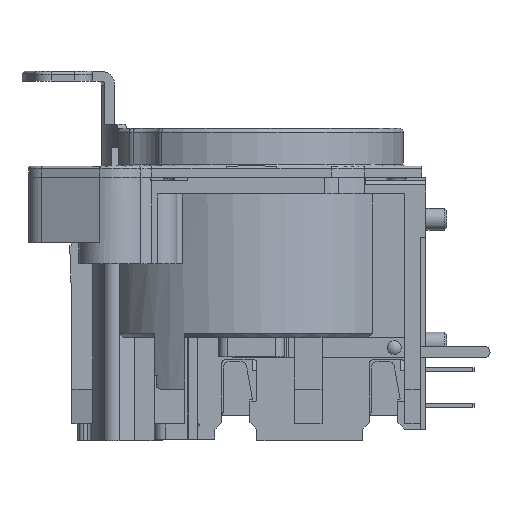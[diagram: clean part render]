
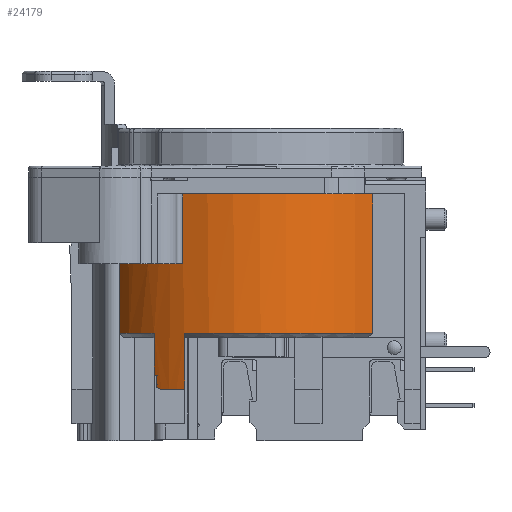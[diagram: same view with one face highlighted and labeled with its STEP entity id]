
A CAD part, left-side view. The second image highlights one B-rep face of the part: STEP entity #24179.
In plain terms, the highlighted cylindrical face has radius 10.9 mm (diameter 21.8 mm), a partial arc.
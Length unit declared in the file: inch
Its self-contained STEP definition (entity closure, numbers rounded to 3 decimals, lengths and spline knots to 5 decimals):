
#479=B_SPLINE_CURVE_WITH_KNOTS('',3,(#36367,#36368,#36369,#36370,#36371,
#36372,#36373,#36374,#36375,#36376,#36377,#36378),.UNSPECIFIED.,.F.,.F.,
(4,2,2,2,2,4),(0.06304,0.08223,0.10143,0.11252,
0.11807,0.12362),.UNSPECIFIED.);
#1684=CIRCLE('',#25274,0.42913);
#1752=CIRCLE('',#25451,0.42913);
#1753=CIRCLE('',#25453,0.42913);
#1754=CIRCLE('',#25454,0.42913);
#1755=CIRCLE('',#25455,0.42913);
#1756=CIRCLE('',#25456,0.42913);
#1757=CIRCLE('',#25457,0.42913);
#2282=CYLINDRICAL_SURFACE('',#25452,0.42913);
#2674=FACE_OUTER_BOUND('',#3637,.T.);
#3637=EDGE_LOOP('',(#18973,#18974,#18975,#18976,#18977,#18978,#18979,#18980,
#18981,#18982,#18983,#18984,#18985,#18986,#18987));
#5375=LINE('',#36325,#8269);
#5378=LINE('',#36337,#8272);
#5383=LINE('',#36357,#8277);
#5384=LINE('',#36361,#8278);
#5385=LINE('',#36365,#8279);
#5386=LINE('',#36382,#8280);
#5387=LINE('',#36385,#8281);
#8269=VECTOR('',#28523,0.19685);
#8272=VECTOR('',#28534,0.19685);
#8277=VECTOR('',#28553,0.3937);
#8278=VECTOR('',#28556,0.11811);
#8279=VECTOR('',#28559,0.02756);
#8280=VECTOR('',#28562,0.15748);
#8281=VECTOR('',#28565,0.3937);
#11082=VERTEX_POINT('',#35497);
#11083=VERTEX_POINT('',#35499);
#11381=VERTEX_POINT('',#36324);
#11384=VERTEX_POINT('',#36331);
#11386=VERTEX_POINT('',#36335);
#11392=VERTEX_POINT('',#36350);
#11394=VERTEX_POINT('',#36356);
#11395=VERTEX_POINT('',#36358);
#11396=VERTEX_POINT('',#36360);
#11397=VERTEX_POINT('',#36362);
#11398=VERTEX_POINT('',#36364);
#11399=VERTEX_POINT('',#36366);
#11400=VERTEX_POINT('',#36379);
#11401=VERTEX_POINT('',#36381);
#11402=VERTEX_POINT('',#36383);
#14240=EDGE_CURVE('',#11083,#11082,#1684,.T.);
#14650=EDGE_CURVE('',#11083,#11381,#5375,.T.);
#14656=EDGE_CURVE('',#11386,#11384,#5378,.T.);
#14663=EDGE_CURVE('',#11392,#11384,#1752,.T.);
#14666=EDGE_CURVE('',#11082,#11394,#5383,.T.);
#14667=EDGE_CURVE('',#11395,#11394,#1753,.T.);
#14668=EDGE_CURVE('',#11395,#11396,#5384,.T.);
#14669=EDGE_CURVE('',#11396,#11397,#1754,.T.);
#14670=EDGE_CURVE('',#11397,#11398,#5385,.T.);
#14671=EDGE_CURVE('',#11399,#11398,#479,.T.);
#14672=EDGE_CURVE('',#11400,#11399,#1755,.T.);
#14673=EDGE_CURVE('',#11401,#11400,#5386,.T.);
#14674=EDGE_CURVE('',#11402,#11401,#1756,.T.);
#14675=EDGE_CURVE('',#11402,#11392,#5387,.T.);
#14676=EDGE_CURVE('',#11386,#11381,#1757,.T.);
#18973=ORIENTED_EDGE('',*,*,#14650,.F.);
#18974=ORIENTED_EDGE('',*,*,#14240,.T.);
#18975=ORIENTED_EDGE('',*,*,#14666,.T.);
#18976=ORIENTED_EDGE('',*,*,#14667,.F.);
#18977=ORIENTED_EDGE('',*,*,#14668,.T.);
#18978=ORIENTED_EDGE('',*,*,#14669,.T.);
#18979=ORIENTED_EDGE('',*,*,#14670,.T.);
#18980=ORIENTED_EDGE('',*,*,#14671,.F.);
#18981=ORIENTED_EDGE('',*,*,#14672,.F.);
#18982=ORIENTED_EDGE('',*,*,#14673,.F.);
#18983=ORIENTED_EDGE('',*,*,#14674,.F.);
#18984=ORIENTED_EDGE('',*,*,#14675,.T.);
#18985=ORIENTED_EDGE('',*,*,#14663,.T.);
#18986=ORIENTED_EDGE('',*,*,#14656,.F.);
#18987=ORIENTED_EDGE('',*,*,#14676,.T.);
#24179=ADVANCED_FACE('',(#2674),#2282,.T.);
#25274=AXIS2_PLACEMENT_3D('',#35500,#27855,#27856);
#25451=AXIS2_PLACEMENT_3D('',#36351,#28547,#28548);
#25452=AXIS2_PLACEMENT_3D('',#36355,#28551,#28552);
#25453=AXIS2_PLACEMENT_3D('',#36359,#28554,#28555);
#25454=AXIS2_PLACEMENT_3D('',#36363,#28557,#28558);
#25455=AXIS2_PLACEMENT_3D('',#36380,#28560,#28561);
#25456=AXIS2_PLACEMENT_3D('',#36384,#28563,#28564);
#25457=AXIS2_PLACEMENT_3D('',#36386,#28566,#28567);
#27855=DIRECTION('center_axis',(0.,0.,
-1.));
#27856=DIRECTION('ref_axis',(1.,0.,0.));
#28523=DIRECTION('',(0.,0.,-1.));
#28534=DIRECTION('',(0.,0.,1.));
#28547=DIRECTION('center_axis',(0.,0.,
-1.));
#28548=DIRECTION('ref_axis',(1.,0.,0.));
#28551=DIRECTION('center_axis',(0.,0.,-1.));
#28552=DIRECTION('ref_axis',(1.,0.,0.));
#28553=DIRECTION('',(0.,0.,-1.));
#28554=DIRECTION('center_axis',(0.,0.,-1.));
#28555=DIRECTION('ref_axis',(-1.,0.,0.));
#28556=DIRECTION('',(0.,0.,-1.));
#28557=DIRECTION('center_axis',(0.,0.,
1.));
#28558=DIRECTION('ref_axis',(1.,0.,0.));
#28559=DIRECTION('',(0.,0.,-1.));
#28560=DIRECTION('center_axis',(0.,0.,
-1.));
#28561=DIRECTION('ref_axis',(0.493,0.87,0.));
#28562=DIRECTION('',(0.,0.,-1.));
#28563=DIRECTION('center_axis',(0.,0.,-1.));
#28564=DIRECTION('ref_axis',(-1.,0.,0.));
#28565=DIRECTION('',(0.,0.,1.));
#28566=DIRECTION('center_axis',(0.,0.,
-1.));
#28567=DIRECTION('ref_axis',(1.,0.,0.));
#35497=CARTESIAN_POINT('',(-0.21135,0.37348,-0.07874));
#35499=CARTESIAN_POINT('',(-0.31326,0.2933,-0.07874));
#35500=CARTESIAN_POINT('Origin',(0.,0.,-0.07874));
#36324=CARTESIAN_POINT('',(-0.31326,0.2933,-0.27559));
#36325=CARTESIAN_POINT('',(-0.31326,0.2933,-0.05906));
#36331=CARTESIAN_POINT('',(-0.38275,0.19405,-0.07874));
#36335=CARTESIAN_POINT('',(-0.38275,0.19405,-0.27559));
#36337=CARTESIAN_POINT('',(-0.38275,0.19405,-0.05906));
#36350=CARTESIAN_POINT('',(-0.25965,-0.34167,-0.07874));
#36351=CARTESIAN_POINT('Origin',(0.,0.,-0.07874));
#36355=CARTESIAN_POINT('Origin',(0.,0.,-0.05906));
#36356=CARTESIAN_POINT('',(-0.21135,0.37348,-0.47244));
#36357=CARTESIAN_POINT('',(-0.21135,0.37348,-0.05906));
#36358=CARTESIAN_POINT('',(-0.32884,0.27571,-0.47244));
#36359=CARTESIAN_POINT('Origin',(0.,0.,-0.47244));
#36360=CARTESIAN_POINT('',(-0.32884,0.27571,-0.59055));
#36361=CARTESIAN_POINT('',(-0.32884,0.27571,-0.48425));
#36362=CARTESIAN_POINT('',(-0.33346,0.27011,-0.59055));
#36363=CARTESIAN_POINT('Origin',(0.,0.,-0.59055));
#36364=CARTESIAN_POINT('',(-0.33346,0.27011,-0.61811));
#36365=CARTESIAN_POINT('',(-0.33346,0.27011,-0.05906));
#36366=CARTESIAN_POINT('',(-0.34528,0.25483,-0.62992));
#36367=CARTESIAN_POINT('Ctrl Pts',(-0.34528,0.25483,
-0.62992));
#36368=CARTESIAN_POINT('Ctrl Pts',(-0.34378,0.25686,
-0.62992));
#36369=CARTESIAN_POINT('Ctrl Pts',(-0.34213,0.25905,
-0.62963));
#36370=CARTESIAN_POINT('Ctrl Pts',(-0.33895,0.2632,
-0.62824));
#36371=CARTESIAN_POINT('Ctrl Pts',(-0.33742,0.26515,
-0.62715));
#36372=CARTESIAN_POINT('Ctrl Pts',(-0.33545,0.26764,
-0.62476));
#36373=CARTESIAN_POINT('Ctrl Pts',(-0.33474,0.26852,
-0.62364));
#36374=CARTESIAN_POINT('Ctrl Pts',(-0.334,0.26945,
-0.62169));
#36375=CARTESIAN_POINT('Ctrl Pts',(-0.3338,0.26969,
-0.621));
#36376=CARTESIAN_POINT('Ctrl Pts',(-0.33353,0.27002,
-0.61957));
#36377=CARTESIAN_POINT('Ctrl Pts',(-0.33346,0.27011,
-0.61884));
#36378=CARTESIAN_POINT('Ctrl Pts',(-0.33346,0.27011,
-0.61811));
#36379=CARTESIAN_POINT('',(-0.38496,0.18963,-0.62992));
#36380=CARTESIAN_POINT('Origin',(0.,0.,-0.62992));
#36381=CARTESIAN_POINT('',(-0.38496,0.18963,-0.47244));
#36382=CARTESIAN_POINT('',(-0.38496,0.18963,-0.05906));
#36383=CARTESIAN_POINT('',(-0.25965,-0.34167,-0.47244));
#36384=CARTESIAN_POINT('Origin',(0.,0.,-0.47244));
#36385=CARTESIAN_POINT('',(-0.25965,-0.34167,-0.05906));
#36386=CARTESIAN_POINT('Origin',(0.,0.,-0.27559));
